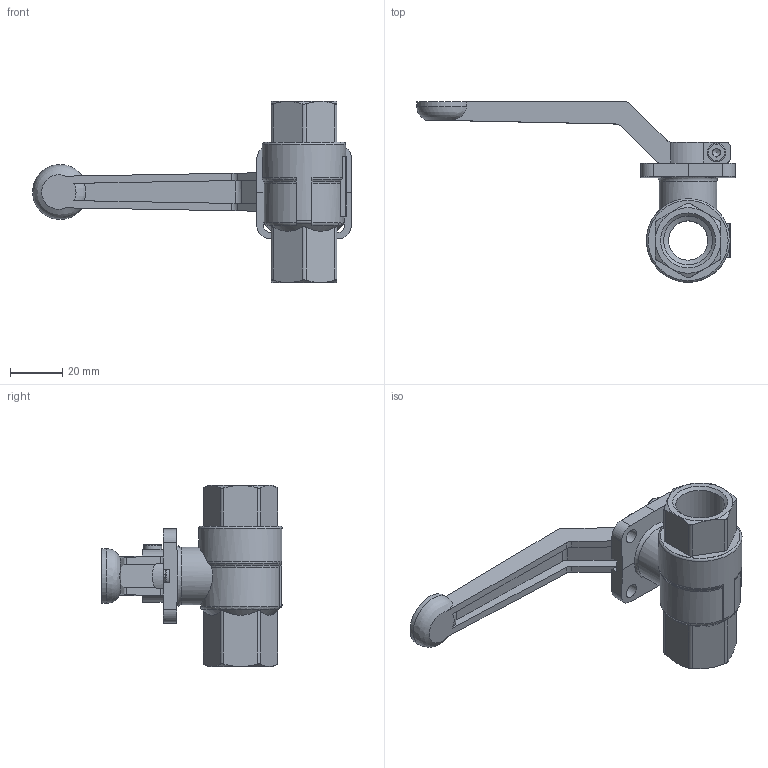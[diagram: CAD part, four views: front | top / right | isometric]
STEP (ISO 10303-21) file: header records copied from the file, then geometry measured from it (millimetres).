
FILE_DESCRIPTION(('FreeCAD Model'),'2;1');
FILE_NAME('ballDN15.stp','2018-07-26T22:40:00',('Author'), (''),'Open CASCADE STEP processor 7.2','FreeCAD','Unknown');
FILE_SCHEMA(('AUTOMOTIVE_DESIGN { 1 0 10303 214 1 1 1 1 }'));
Length unit declared in the file: millimetre
Products named in the file (1): Cosa
Bounding box: 121.46 x 68.8 x 69 mm (x, y, z)
Volume: 49338.3 mm3; surface area: 21851.6 mm2
Topology: 3 solids, 3 shells, 219 faces, 565 edges, 357 vertices
Faces by surface type: plane 105, cylinder 65, cone 29, torus 18, bspline 2
Full cylindrical faces by diameter (mm): 3.242 x1, 4 x1, 4.7 x1, 5.5 x4, 7 x1, 8 x1, 15 x1, 18.631 x2, 22 x1, 30.5 x1, 31.8 x1
Entity records: 19990 total; most frequent: CARTESIAN_POINT 9113, DIRECTION 1883, ORIENTED_EDGE 1128, PCURVE 1128, DEFINITIONAL_REPRESENTATION 1128, LINE 1039, VECTOR 1039, EDGE_CURVE 564
